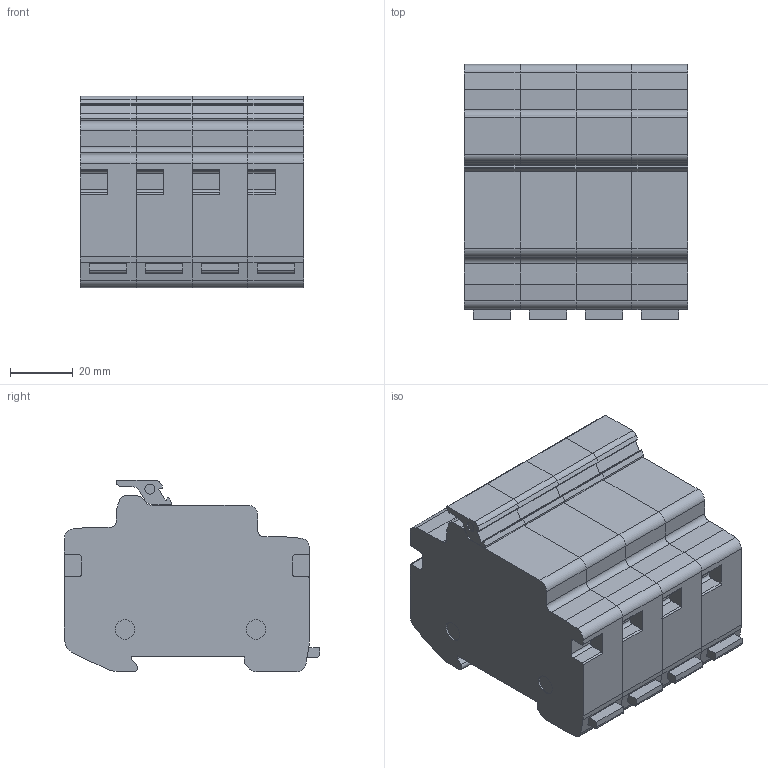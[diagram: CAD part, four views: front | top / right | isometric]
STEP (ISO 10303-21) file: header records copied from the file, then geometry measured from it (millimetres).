
FILE_DESCRIPTION(/* description */ (''),/* implementation_level */ '2;1');
FILE_NAME(/* name */ '3d_10x38_3P+N.stp',/* time_stamp */ '2015-09-22T10:26:07+02:00',/* author */ ('Andrzej'),/* organization */ (''),/* preprocessor_version */ 'ST-DEVELOPER v15.5',/* originating_system */ 'AutoCAD Mechanical',/* authorisation */ '');
FILE_SCHEMA (('AUTOMOTIVE_DESIGN { 1 0 10303 214 3 1 1 }'));
Length unit declared in the file: millimetre
Products named in the file (1): Product
Bounding box: 71.2 x 81.2 x 61 mm (x, y, z)
Volume: 260451.3 mm3; surface area: 52667.7 mm2
Topology: 8 solids, 8 shells, 404 faces, 1368 edges, 1288 vertices
Faces by surface type: plane 260, cylinder 144
Full cylindrical faces by diameter (mm): 3.2 x8, 6.2 x16
Entity records: 14561 total; most frequent: CARTESIAN_POINT 3045, DIRECTION 2474, ORIENTED_EDGE 2112, EDGE_CURVE 1056, LINE 1024, VECTOR 1024, AXIS2_PLACEMENT_3D 725, VERTEX_POINT 720
